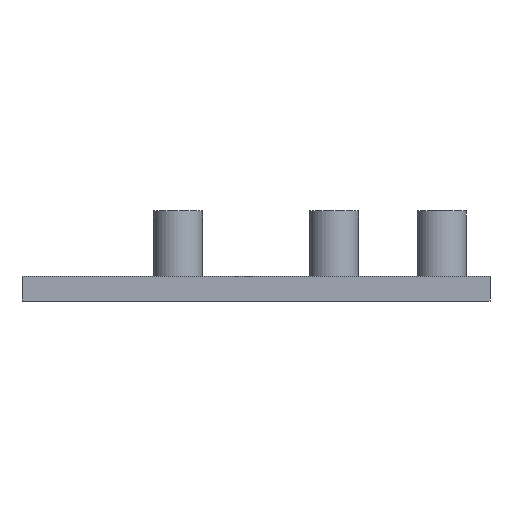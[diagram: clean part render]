
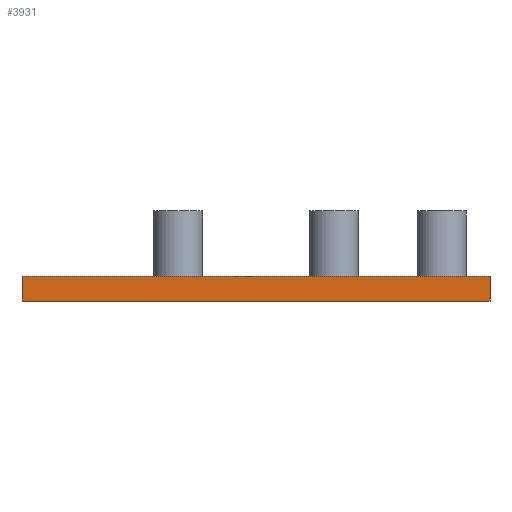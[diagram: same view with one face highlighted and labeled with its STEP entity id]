
A CAD part, left-side view. The second image highlights one B-rep face of the part: STEP entity #3931.
In plain terms, the highlighted planar face has unit normal (-1, 0, 0).
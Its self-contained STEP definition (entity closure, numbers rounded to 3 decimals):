
#179=PLANE('',#4161);
#375=FACE_OUTER_BOUND('',#589,.T.);
#589=EDGE_LOOP('',(#3193,#3194,#3195,#3196));
#1008=LINE('',#5859,#1538);
#1009=LINE('',#5861,#1539);
#1010=LINE('',#5863,#1540);
#1011=LINE('',#5864,#1541);
#1538=VECTOR('',#4816,10.);
#1539=VECTOR('',#4817,10.);
#1540=VECTOR('',#4818,10.);
#1541=VECTOR('',#4819,10.);
#2004=VERTEX_POINT('',#5857);
#2005=VERTEX_POINT('',#5858);
#2006=VERTEX_POINT('',#5860);
#2007=VERTEX_POINT('',#5862);
#2474=EDGE_CURVE('',#2004,#2005,#1008,.T.);
#2475=EDGE_CURVE('',#2004,#2006,#1009,.T.);
#2476=EDGE_CURVE('',#2007,#2006,#1010,.T.);
#2477=EDGE_CURVE('',#2005,#2007,#1011,.T.);
#3193=ORIENTED_EDGE('',*,*,#2474,.F.);
#3194=ORIENTED_EDGE('',*,*,#2475,.T.);
#3195=ORIENTED_EDGE('',*,*,#2476,.F.);
#3196=ORIENTED_EDGE('',*,*,#2477,.F.);
#3931=ADVANCED_FACE('',(#375),#179,.T.);
#4161=AXIS2_PLACEMENT_3D('',#5856,#4814,#4815);
#4814=DIRECTION('center_axis',(-1.,0.,0.));
#4815=DIRECTION('ref_axis',(0.,-1.,0.));
#4816=DIRECTION('',(0.,1.,0.));
#4817=DIRECTION('',(0.,0.,1.));
#4818=DIRECTION('',(0.,-1.,0.));
#4819=DIRECTION('',(0.,0.,1.));
#5856=CARTESIAN_POINT('Origin',(0.095,57.408,0.));
#5857=CARTESIAN_POINT('',(0.095,0.258,0.));
#5858=CARTESIAN_POINT('',(0.095,57.408,0.));
#5859=CARTESIAN_POINT('',(0.095,0.258,0.));
#5860=CARTESIAN_POINT('',(0.095,0.258,3.));
#5861=CARTESIAN_POINT('',(0.095,0.258,0.));
#5862=CARTESIAN_POINT('',(0.095,57.408,3.));
#5863=CARTESIAN_POINT('',(0.095,0.258,3.));
#5864=CARTESIAN_POINT('',(0.095,57.408,0.));
